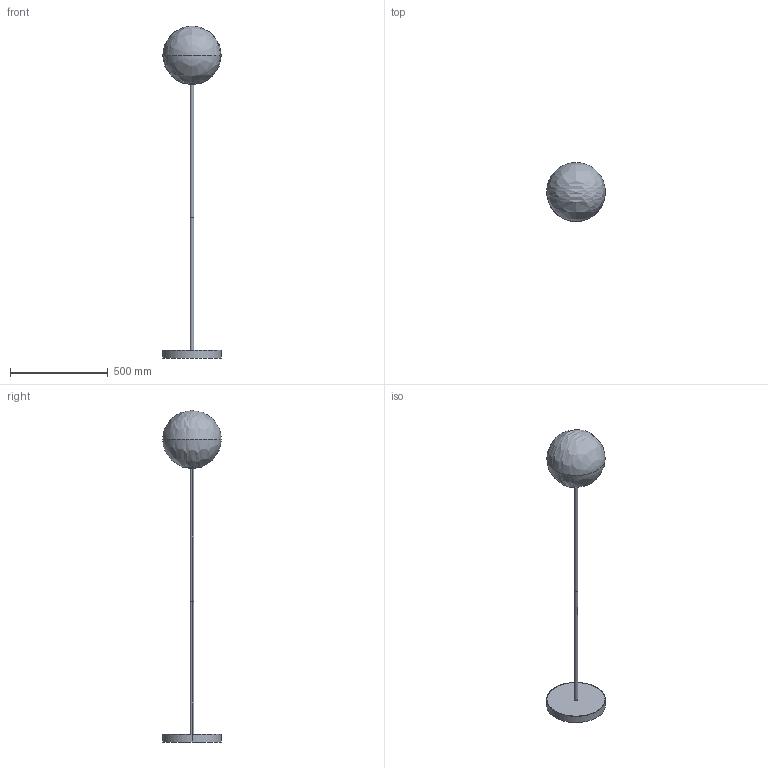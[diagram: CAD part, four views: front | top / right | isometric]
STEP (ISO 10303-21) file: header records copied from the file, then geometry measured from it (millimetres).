
FILE_DESCRIPTION(/* description */ (''),/* implementation_level */ '2;1');
FILE_NAME(/* name */ '1744.62_JUGEN',/* time_stamp */ '2023-01-16T18:35:06+01:00',/* author */ (''),/* organization */ (''),/* preprocessor_version */ 'ST-DEVELOPER v16.5',/* originating_system */ 'Rhino 7.15',/* authorisation */ '');
FILE_SCHEMA (('CONFIG_CONTROL_DESIGN'));
Length unit declared in the file: millimetre
Products named in the file (1): Document
Bounding box: 300 x 300 x 1700 mm (x, y, z)
Volume: 3212758 mm3; surface area: 544743.7 mm2
Topology: 3 solids, 5 shells, 17 faces, 34 edges, 25 vertices
Faces by surface type: cylinder 6, plane 6, bspline 5
Entity records: 645 total; most frequent: CARTESIAN_POINT 346, ORIENTED_EDGE 50, EDGE_CURVE 26, DIRECTION 20, EDGE_LOOP 18, VERTEX_POINT 18, ADVANCED_FACE 17, FACE_OUTER_BOUND 17
